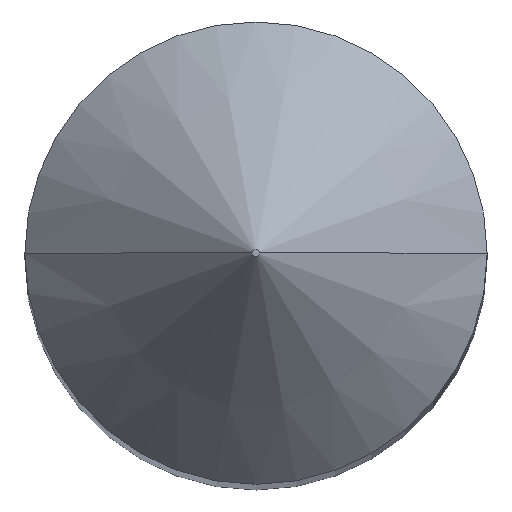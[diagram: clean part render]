
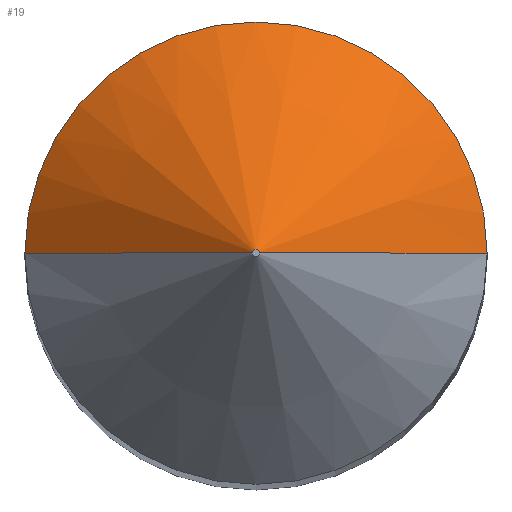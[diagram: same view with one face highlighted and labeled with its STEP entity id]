
A CAD part, top view. The second image highlights one B-rep face of the part: STEP entity #19.
In plain terms, the highlighted conical face has half-angle 45 degrees and reference radius 0.102 mm.
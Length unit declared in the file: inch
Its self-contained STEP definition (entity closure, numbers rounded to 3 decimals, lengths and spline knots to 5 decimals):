
#15 = CONICAL_SURFACE ( 'NONE', #117, 0.004, 0.785 ) ;
#17 = CARTESIAN_POINT ( 'NONE',  ( -0.25, 0., 3.754 ) ) ;
#19 = ADVANCED_FACE ( 'NONE', ( #136 ), #15, .T. ) ;
#22 = CARTESIAN_POINT ( 'NONE',  ( 0., 0., 4. ) ) ;
#28 = CARTESIAN_POINT ( 'NONE',  ( 0.004, 0., 4. ) ) ;
#29 = CARTESIAN_POINT ( 'NONE',  ( 0., 0., 3.754 ) ) ;
#32 = AXIS2_PLACEMENT_3D ( 'NONE', #29, #40, #57 ) ;
#37 = ORIENTED_EDGE ( 'NONE', *, *, #203, .T. ) ;
#38 = ORIENTED_EDGE ( 'NONE', *, *, #46, .F. ) ;
#40 = DIRECTION ( 'NONE',  ( 0., 0., -1. ) ) ;
#46 = EDGE_CURVE ( 'NONE', #115, #249, #176, .T. ) ;
#55 = DIRECTION ( 'NONE',  ( 1., 0., 0. ) ) ;
#57 = DIRECTION ( 'NONE',  ( -1., 0., 0. ) ) ;
#73 = VECTOR ( 'NONE', #144, 39.37008 ) ;
#80 = ORIENTED_EDGE ( 'NONE', *, *, #149, .T. ) ;
#84 = LINE ( 'NONE', #28, #73 ) ;
#86 = VECTOR ( 'NONE', #196, 39.37008 ) ;
#110 = DIRECTION ( 'NONE',  ( 0., 0., -1. ) ) ;
#115 = VERTEX_POINT ( 'NONE', #148 ) ;
#117 = AXIS2_PLACEMENT_3D ( 'NONE', #22, #139, #55 ) ;
#135 = CARTESIAN_POINT ( 'NONE',  ( 0., 0., 4. ) ) ;
#136 = FACE_OUTER_BOUND ( 'NONE', #248, .T. ) ;
#137 = CIRCLE ( 'NONE', #32, 0.25 ) ;
#138 = EDGE_CURVE ( 'NONE', #249, #155, #137, .T. ) ;
#139 = DIRECTION ( 'NONE',  ( 0., 0., -1. ) ) ;
#144 = DIRECTION ( 'NONE',  ( 0.707, 0., -0.707 ) ) ;
#148 = CARTESIAN_POINT ( 'NONE',  ( -0.004, 0., 4. ) ) ;
#149 = EDGE_CURVE ( 'NONE', #159, #155, #84, .T. ) ;
#153 = DIRECTION ( 'NONE',  ( -1., 0., 0. ) ) ;
#155 = VERTEX_POINT ( 'NONE', #186 ) ;
#159 = VERTEX_POINT ( 'NONE', #202 ) ;
#175 = AXIS2_PLACEMENT_3D ( 'NONE', #135, #110, #153 ) ;
#176 = LINE ( 'NONE', #215, #86 ) ;
#186 = CARTESIAN_POINT ( 'NONE',  ( 0.25, 0., 3.754 ) ) ;
#194 = ORIENTED_EDGE ( 'NONE', *, *, #138, .F. ) ;
#196 = DIRECTION ( 'NONE',  ( -0.707, 0., -0.707 ) ) ;
#202 = CARTESIAN_POINT ( 'NONE',  ( 0.004, 0., 4. ) ) ;
#203 = EDGE_CURVE ( 'NONE', #115, #159, #243, .T. ) ;
#215 = CARTESIAN_POINT ( 'NONE',  ( -0.004, 0., 4. ) ) ;
#243 = CIRCLE ( 'NONE', #175, 0.004 ) ;
#248 = EDGE_LOOP ( 'NONE', ( #38, #37, #80, #194 ) ) ;
#249 = VERTEX_POINT ( 'NONE', #17 ) ;
